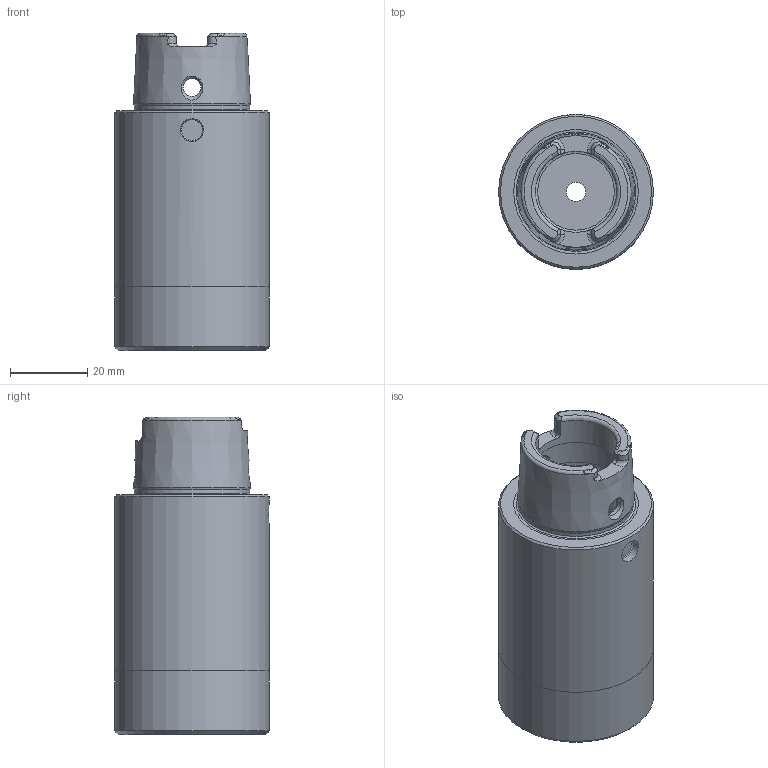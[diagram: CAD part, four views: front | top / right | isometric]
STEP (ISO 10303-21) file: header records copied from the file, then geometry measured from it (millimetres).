
FILE_DESCRIPTION(/* description */ (''),/* implementation_level */ '2;1');
FILE_NAME(/* name */ '254013232.stp',/* time_stamp */ '2021-01-08T12:41:51',/* author */ ('LRA'),/* organization */ ('REGO-FIX'),/* preprocessor_version */ ' Unknown',/* originating_system */ 'SIEMENS PLM Software Solid Edge ST10',/* authorization */ 'Unknown');
FILE_SCHEMA (('AUTOMOTIVE_DESIGN { 1 0 10303 214 2 1 1}'));
Length unit declared in the file: millimetre
Products named in the file (1): NOCUT
Bounding box: 40 x 40 x 82 mm (x, y, z)
Volume: 52846.7 mm3; surface area: 17515.7 mm2
Topology: 1 solids, 1 shells, 74 faces, 192 edges, 120 vertices
Faces by surface type: plane 22, cylinder 21, cone 18, torus 13
Full cylindrical faces by diameter (mm): 4.6 x2, 5 x1, 6 x1, 21 x2, 23.5 x1, 25.5 x1, 29.909 x1, 40 x2
Entity records: 2746 total; most frequent: CARTESIAN_POINT 630, DIRECTION 320, ORIENTED_EDGE 296, EDGE_CURVE 148, AXIS2_PLACEMENT_3D 142, FACE_BOUND 111, EDGE_LOOP 110, VERTEX_POINT 107
